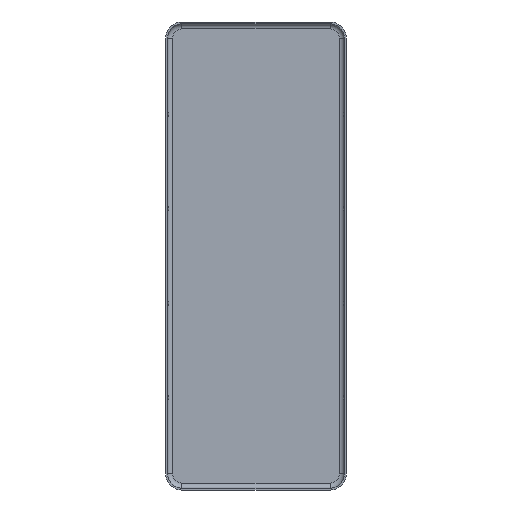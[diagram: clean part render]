
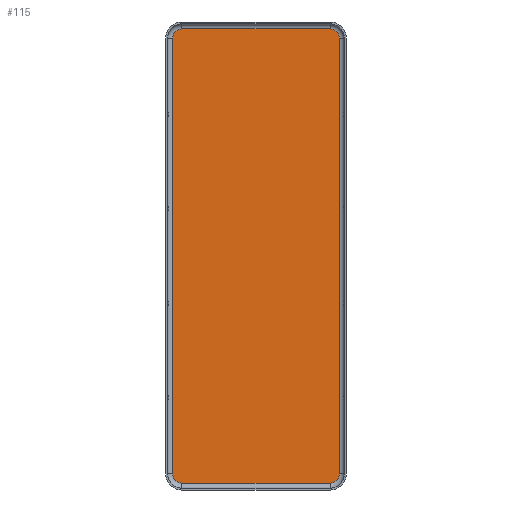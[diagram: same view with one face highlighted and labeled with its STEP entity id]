
A CAD part, front view. The second image highlights one B-rep face of the part: STEP entity #115.
In plain terms, the highlighted planar face has unit normal (0, -1, 0).
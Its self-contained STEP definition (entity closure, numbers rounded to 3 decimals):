
#115 = ADVANCED_FACE( 'NONE', ( #262 ), #263, .T. );
#262 = FACE_OUTER_BOUND( '', #439, .T. );
#263 = PLANE( '', #440 );
#439 = EDGE_LOOP( '', ( #699, #700, #701, #702, #703, #704, #705, #706 ) );
#440 = AXIS2_PLACEMENT_3D( '', #707, #708, #709 );
#699 = ORIENTED_EDGE( '', *, *, #1019, .F. );
#700 = ORIENTED_EDGE( '', *, *, #1016, .F. );
#701 = ORIENTED_EDGE( '', *, *, #1020, .F. );
#702 = ORIENTED_EDGE( '', *, *, #1005, .T. );
#703 = ORIENTED_EDGE( '', *, *, #1021, .T. );
#704 = ORIENTED_EDGE( '', *, *, #1022, .F. );
#705 = ORIENTED_EDGE( '', *, *, #967, .T. );
#706 = ORIENTED_EDGE( '', *, *, #1023, .T. );
#707 = CARTESIAN_POINT( '', ( 11.75, 0., -34.55 ) );
#708 = DIRECTION( '', ( 0., -1., 0. ) );
#709 = DIRECTION( '', ( 0., 0., -1. ) );
#967 = EDGE_CURVE( 'NONE', #1135, #1133, #1136, .T. );
#1005 = EDGE_CURVE( 'NONE', #1194, #1192, #1195, .T. );
#1016 = EDGE_CURVE( 'NONE', #1209, #1211, #1212, .T. );
#1019 = EDGE_CURVE( 'NONE', #1211, #1215, #1216, .T. );
#1020 = EDGE_CURVE( 'NONE', #1194, #1209, #1217, .T. );
#1021 = EDGE_CURVE( 'NONE', #1192, #1218, #1219, .T. );
#1022 = EDGE_CURVE( 'NONE', #1135, #1218, #1220, .T. );
#1023 = EDGE_CURVE( 'NONE', #1133, #1215, #1221, .T. );
#1133 = VERTEX_POINT( 'NONE', #1351 );
#1135 = VERTEX_POINT( 'NONE', #1353 );
#1136 = LINE( '', #1354, #1355 );
#1192 = VERTEX_POINT( 'NONE', #1426 );
#1194 = VERTEX_POINT( 'NONE', #1428 );
#1195 = CIRCLE( '', #1429, 1.5 );
#1209 = VERTEX_POINT( 'NONE', #1443 );
#1211 = VERTEX_POINT( 'NONE', #1445 );
#1212 = CIRCLE( '', #1446, 1.5 );
#1215 = VERTEX_POINT( 'NONE', #1449 );
#1216 = LINE( '', #1450, #1451 );
#1217 = LINE( '', #1452, #1453 );
#1218 = VERTEX_POINT( 'NONE', #1454 );
#1219 = LINE( '', #1455, #1456 );
#1220 = CIRCLE( '', #1457, 1.5 );
#1221 = CIRCLE( '', #1458, 1.5 );
#1351 = CARTESIAN_POINT( '', ( -13.25, 0., -34.55 ) );
#1353 = CARTESIAN_POINT( '', ( -13.25, 0., 34.55 ) );
#1354 = CARTESIAN_POINT( '', ( -13.25, 0., 0. ) );
#1355 = VECTOR( '', #1601, 1000. );
#1426 = CARTESIAN_POINT( '', ( 11.75, 0., 36.05 ) );
#1428 = CARTESIAN_POINT( '', ( 13.25, 0., 34.55 ) );
#1429 = AXIS2_PLACEMENT_3D( '', #1656, #1657, #1658 );
#1443 = CARTESIAN_POINT( '', ( 13.25, 0., -34.55 ) );
#1445 = CARTESIAN_POINT( '', ( 11.75, 0., -36.05 ) );
#1446 = AXIS2_PLACEMENT_3D( '', #1677, #1678, #1679 );
#1449 = CARTESIAN_POINT( '', ( -11.75, 0., -36.05 ) );
#1450 = CARTESIAN_POINT( '', ( 11.75, 0., -36.05 ) );
#1451 = VECTOR( '', #1683, 1000. );
#1452 = CARTESIAN_POINT( '', ( 13.25, 0., 0. ) );
#1453 = VECTOR( '', #1684, 1000. );
#1454 = CARTESIAN_POINT( '', ( -11.75, 0., 36.05 ) );
#1455 = CARTESIAN_POINT( '', ( 11.75, 0., 36.05 ) );
#1456 = VECTOR( '', #1685, 1000. );
#1457 = AXIS2_PLACEMENT_3D( '', #1686, #1687, #1688 );
#1458 = AXIS2_PLACEMENT_3D( '', #1689, #1690, #1691 );
#1601 = DIRECTION( '', ( 0., 0., -1. ) );
#1656 = CARTESIAN_POINT( '', ( 11.75, 0., 34.55 ) );
#1657 = DIRECTION( '', ( 0., -1., 0. ) );
#1658 = DIRECTION( '', ( 0., 0., -1. ) );
#1677 = CARTESIAN_POINT( '', ( 11.75, 0., -34.55 ) );
#1678 = DIRECTION( '', ( 0., 1., 0. ) );
#1679 = DIRECTION( '', ( 0., 0., 1. ) );
#1683 = DIRECTION( '', ( -1., 0., 0. ) );
#1684 = DIRECTION( '', ( 0., 0., -1. ) );
#1685 = DIRECTION( '', ( -1., 0., 0. ) );
#1686 = CARTESIAN_POINT( '', ( -11.75, 0., 34.55 ) );
#1687 = DIRECTION( '', ( 0., 1., 0. ) );
#1688 = DIRECTION( '', ( 0., 0., -1. ) );
#1689 = CARTESIAN_POINT( '', ( -11.75, 0., -34.55 ) );
#1690 = DIRECTION( '', ( 0., -1., 0. ) );
#1691 = DIRECTION( '', ( 0., 0., 1. ) );
